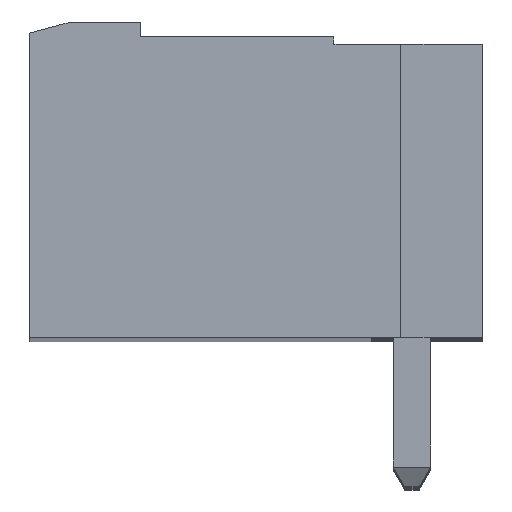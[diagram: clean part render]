
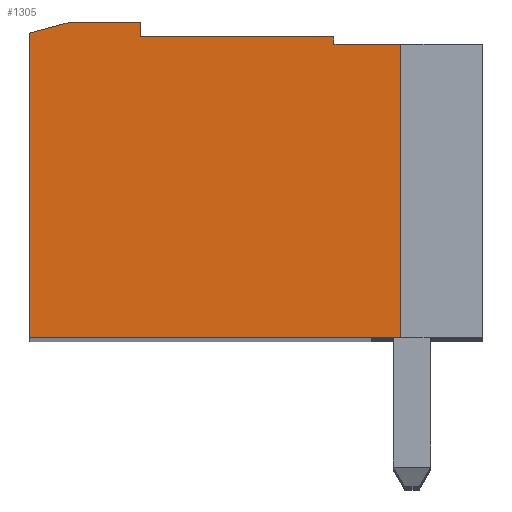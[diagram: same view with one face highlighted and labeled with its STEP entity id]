
A CAD part, top view. The second image highlights one B-rep face of the part: STEP entity #1305.
In plain terms, the highlighted planar face has unit normal (0, 0, 1).
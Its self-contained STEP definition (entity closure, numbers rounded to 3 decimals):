
#1305 = ADVANCED_FACE( '', ( #2964 ), #2965, .T. );
#2964 = FACE_OUTER_BOUND( '', #4990, .T. );
#2965 = PLANE( '', #4991 );
#4990 = EDGE_LOOP( '', ( #9013, #9014, #9015, #9016, #9017, #9018, #9019, #9020, #9021 ) );
#4991 = AXIS2_PLACEMENT_3D( '', #9022, #9023, #9024 );
#9013 = ORIENTED_EDGE( '', *, *, #13165, .F. );
#9014 = ORIENTED_EDGE( '', *, *, #13635, .F. );
#9015 = ORIENTED_EDGE( '', *, *, #13636, .F. );
#9016 = ORIENTED_EDGE( '', *, *, #12206, .F. );
#9017 = ORIENTED_EDGE( '', *, *, #13637, .F. );
#9018 = ORIENTED_EDGE( '', *, *, #13468, .F. );
#9019 = ORIENTED_EDGE( '', *, *, #13407, .F. );
#9020 = ORIENTED_EDGE( '', *, *, #12300, .F. );
#9021 = ORIENTED_EDGE( '', *, *, #12606, .F. );
#9022 = CARTESIAN_POINT( '', ( 204.225, 204.11, 46.72 ) );
#9023 = DIRECTION( '', ( 0., 0., 1. ) );
#9024 = DIRECTION( '', ( 0., 1., 0. ) );
#12206 = EDGE_CURVE( '', #14690, #14693, #14694, .T. );
#12300 = EDGE_CURVE( '', #14858, #14856, #14860, .T. );
#12606 = EDGE_CURVE( '', #15379, #14858, #15382, .T. );
#13165 = EDGE_CURVE( '', #16272, #15379, #16274, .T. );
#13407 = EDGE_CURVE( '', #14856, #16635, #16636, .T. );
#13468 = EDGE_CURVE( '', #16635, #16717, #16718, .T. );
#13635 = EDGE_CURVE( '', #16945, #16272, #16946, .T. );
#13636 = EDGE_CURVE( '', #14693, #16945, #16947, .T. );
#13637 = EDGE_CURVE( '', #16717, #14690, #16948, .T. );
#14690 = VERTEX_POINT( '', #18235 );
#14693 = VERTEX_POINT( '', #18239 );
#14694 = LINE( '', #18240, #18241 );
#14856 = VERTEX_POINT( '', #18476 );
#14858 = VERTEX_POINT( '', #18479 );
#14860 = LINE( '', #18482, #18483 );
#15379 = VERTEX_POINT( '', #19246 );
#15382 = LINE( '', #19250, #19251 );
#16272 = VERTEX_POINT( '', #20579 );
#16274 = LINE( '', #20582, #20583 );
#16635 = VERTEX_POINT( '', #21146 );
#16636 = LINE( '', #21147, #21148 );
#16717 = VERTEX_POINT( '', #21270 );
#16718 = LINE( '', #21271, #21272 );
#16945 = VERTEX_POINT( '', #21619 );
#16946 = LINE( '', #21620, #21621 );
#16947 = LINE( '', #21622, #21623 );
#16948 = LINE( '', #21624, #21625 );
#18235 = CARTESIAN_POINT( '', ( 202.425, 204.31, 46.72 ) );
#18239 = CARTESIAN_POINT( '', ( 202.425, 204.11, 46.72 ) );
#18240 = CARTESIAN_POINT( '', ( 202.425, 204.11, 46.72 ) );
#18241 = VECTOR( '', #23091, 1000. );
#18476 = CARTESIAN_POINT( '', ( 195.345, 204.71, 46.72 ) );
#18479 = CARTESIAN_POINT( '', ( 194.225, 204.41, 46.72 ) );
#18482 = CARTESIAN_POINT( '', ( 195.345, 204.71, 46.72 ) );
#18483 = VECTOR( '', #23170, 1000. );
#19246 = CARTESIAN_POINT( '', ( 194.225, 196.21, 46.72 ) );
#19250 = CARTESIAN_POINT( '', ( 194.225, 204.41, 46.72 ) );
#19251 = VECTOR( '', #23434, 1000. );
#20579 = CARTESIAN_POINT( '', ( 204.225, 196.21, 46.72 ) );
#20582 = CARTESIAN_POINT( '', ( 194.225, 196.21, 46.72 ) );
#20583 = VECTOR( '', #23928, 1000. );
#21146 = CARTESIAN_POINT( '', ( 197.225, 204.71, 46.72 ) );
#21147 = CARTESIAN_POINT( '', ( 197.225, 204.71, 46.72 ) );
#21148 = VECTOR( '', #24122, 1000. );
#21270 = CARTESIAN_POINT( '', ( 197.225, 204.31, 46.72 ) );
#21271 = CARTESIAN_POINT( '', ( 197.225, 204.31, 46.72 ) );
#21272 = VECTOR( '', #24167, 1000. );
#21619 = CARTESIAN_POINT( '', ( 204.225, 204.11, 46.72 ) );
#21620 = CARTESIAN_POINT( '', ( 204.225, 196.21, 46.72 ) );
#21621 = VECTOR( '', #24297, 1000. );
#21622 = CARTESIAN_POINT( '', ( 204.225, 204.11, 46.72 ) );
#21623 = VECTOR( '', #24298, 1000. );
#21624 = CARTESIAN_POINT( '', ( 202.425, 204.31, 46.72 ) );
#21625 = VECTOR( '', #24299, 1000. );
#23091 = DIRECTION( '', ( 0., -1., 0. ) );
#23170 = DIRECTION( '', ( 0.966, 0.259, 0. ) );
#23434 = DIRECTION( '', ( 0., 1., 0. ) );
#23928 = DIRECTION( '', ( -1., 0., 0. ) );
#24122 = DIRECTION( '', ( 1., 0., 0. ) );
#24167 = DIRECTION( '', ( 0., -1., 0. ) );
#24297 = DIRECTION( '', ( 0., -1., 0. ) );
#24298 = DIRECTION( '', ( 1., 0., 0. ) );
#24299 = DIRECTION( '', ( 1., 0., 0. ) );
